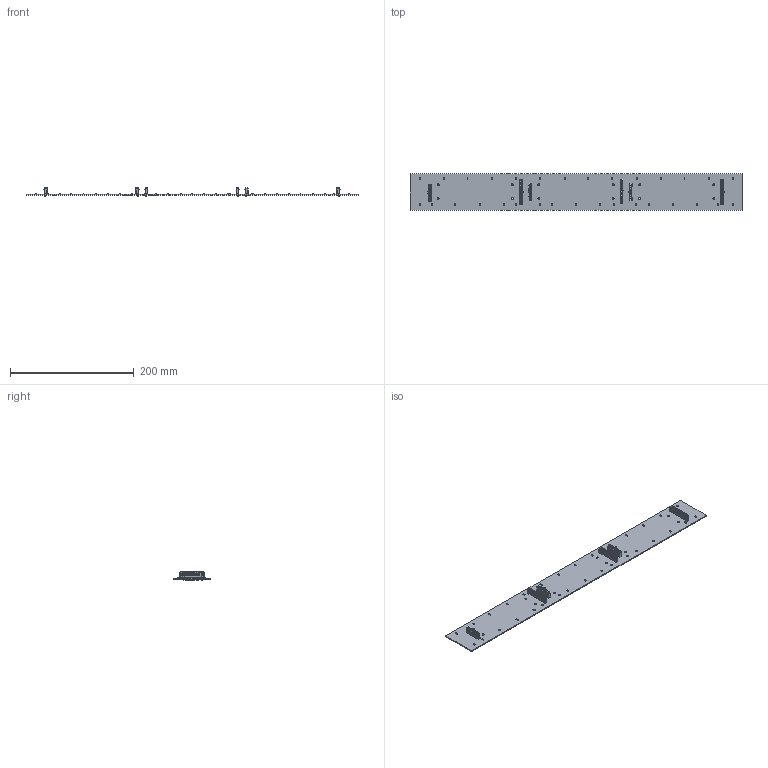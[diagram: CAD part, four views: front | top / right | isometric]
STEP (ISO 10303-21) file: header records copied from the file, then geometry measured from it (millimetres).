
FILE_DESCRIPTION(('Open CASCADE Model'),'2;1');
FILE_NAME('Open CASCADE Shape Model','2022-12-11T03:01:07',('Author'),( 'Open CASCADE'),'Open CASCADE STEP processor 7.5','Open CASCADE 7.5' ,'Unknown');
FILE_SCHEMA(('AUTOMOTIVE_DESIGN { 1 0 10303 214 1 1 1 1 }'));
Products named in the file (1): PCB
Bounding box: 537 x 59 x 13.42 mm (x, y, z)
Volume: 55760.7 mm3; surface area: 77881 mm2
Topology: 100 solids, 100 shells, 3246 faces, 7572 edges, 4664 vertices
Faces by surface type: plane 2814, cylinder 432
Full cylindrical faces by diameter (mm): 1.02 x60, 3.2 x12
Entity records: 78289 total; most frequent: CARTESIAN_POINT 13383, ORIENTED_EDGE 12984, DIRECTION 12890, EDGE_CURVE 6492, LINE 5628, VECTOR 5628, VERTEX_POINT 4124, AXIS2_PLACEMENT_3D 3631
